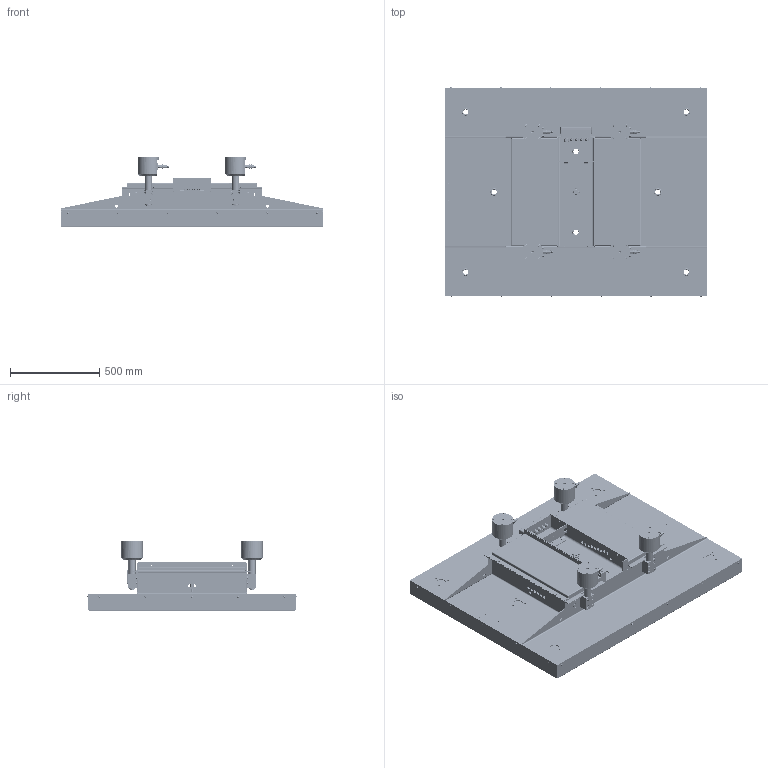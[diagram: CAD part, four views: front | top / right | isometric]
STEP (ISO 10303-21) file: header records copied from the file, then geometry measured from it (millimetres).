
FILE_DESCRIPTION(/* description */ (''),/* implementation_level */ '2;1');
FILE_NAME(/* name */ 'STEP_FILE2.stp',/* time_stamp */ '2024-10-29T15:55:57+01:00',/* author */ ('LH'),/* organization */ (''),/* preprocessor_version */ 'ST-DEVELOPER v18.1',/* originating_system */ 'Autodesk Inventor 2021',/* authorisation */ '');
FILE_SCHEMA (('CONFIG_CONTROL_DESIGN'));
Products named in the file (19): E0168602; E0160602; E0162129; E0160412; E0162193; E0160341; E0162139; E0161182; E0163233; E0161413; E0162228; E0160257; E0163232; E0164202; S190122; 1000.20056; 1000.20055; 1000.20030; 1215.00407
Assembly tree (22 placements, depth 3):
  E0168602
    E0160602
      E0162129
    E0160412
      E0162193
    E0160341
      E0162139
    E0161182
      E0163233
    E0161413
      E0162228
    E0160257
      E0163232
    E0164202
      1000.20056  x2
      1000.20055  x2
      1000.20030  x2
      S190122
      1215.00407  x2
Bounding box: 1475.83 x 1175.83 x 393.3 mm (x, y, z)
Volume: 29609925.2 mm3; surface area: 18453070.7 mm2
Topology: 126 solids, 126 shells, 6178 faces, 15976 edges, 10064 vertices
Faces by surface type: plane 3273, cylinder 1668, cone 528, torus 305, sphere 239, bspline 165
Full cylindrical faces by diameter (mm): 2 x4, 2.36 x15, 3.242 x13, 4 x53, 4.917 x9, 6 x53, 6.4 x8, 6.647 x20, 6.75 x20, 7.323 x8, 7.92 x15, 8 x60, 8.4 x8, 8.5 x52, 9 x20, 10 x28, 10.2 x1, 10.3 x4, 10.5 x8, 11.4 x8, 11.63 x16, 12 x12, 13 x32, 13.5 x2, 13.835 x4, 13.85 x22, 15 x33, 16 x24, 16.2 x2, 17 x38
Entity records: 217452 total; most frequent: CARTESIAN_POINT 59278, DIRECTION 31943, ORIENTED_EDGE 31160, EDGE_CURVE 15580, AXIS2_PLACEMENT_3D 11775, VERTEX_POINT 10232, LINE 8393, VECTOR 8393
